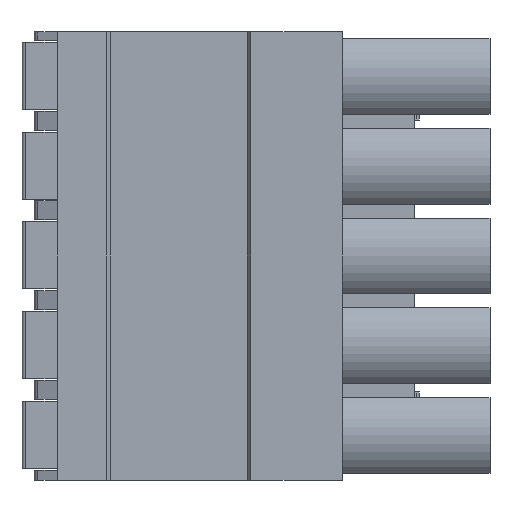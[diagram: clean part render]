
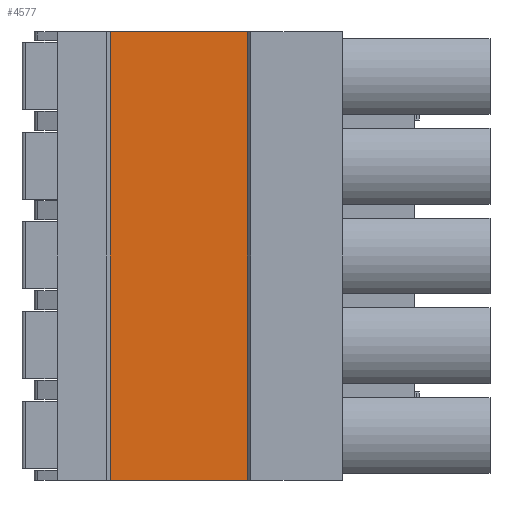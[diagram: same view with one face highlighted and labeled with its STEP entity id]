
A CAD part, left-side view. The second image highlights one B-rep face of the part: STEP entity #4577.
In plain terms, the highlighted planar face has unit normal (-1, 0, 0).
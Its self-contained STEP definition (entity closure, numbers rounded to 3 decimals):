
#59=DIRECTION('',(0.,-1.,0.));
#60=VECTOR('',#59,7.75);
#61=CARTESIAN_POINT('',(3.147,25.485,-22.86));
#62=LINE('',#61,#60);
#200=DIRECTION('',(0.,0.,1.));
#201=VECTOR('',#200,25.4);
#202=CARTESIAN_POINT('',(3.147,17.735,-22.86));
#203=LINE('',#202,#201);
#204=DIRECTION('',(0.,0.,1.));
#205=VECTOR('',#204,25.4);
#206=CARTESIAN_POINT('',(3.147,25.485,-22.86));
#207=LINE('',#206,#205);
#690=DIRECTION('',(0.,-1.,0.));
#691=VECTOR('',#690,7.75);
#692=CARTESIAN_POINT('',(3.147,25.485,2.54));
#693=LINE('',#692,#691);
#3395=CARTESIAN_POINT('',(3.147,25.485,-22.86));
#3396=VERTEX_POINT('',#3395);
#3397=CARTESIAN_POINT('',(3.147,17.735,-22.86));
#3398=VERTEX_POINT('',#3397);
#3431=CARTESIAN_POINT('',(3.147,25.485,2.54));
#3432=VERTEX_POINT('',#3431);
#3433=CARTESIAN_POINT('',(3.147,17.735,2.54));
#3434=VERTEX_POINT('',#3433);
#4564=CARTESIAN_POINT('',(3.147,25.485,-22.86));
#4565=DIRECTION('',(-1.,0.,0.));
#4566=DIRECTION('',(0.,-1.,0.));
#4567=AXIS2_PLACEMENT_3D('',#4564,#4565,#4566);
#4568=PLANE('',#4567);
#4569=ORIENTED_EDGE('',*,*,#4450,.F.);
#4571=ORIENTED_EDGE('',*,*,#4570,.T.);
#4573=ORIENTED_EDGE('',*,*,#4572,.T.);
#4574=ORIENTED_EDGE('',*,*,#4556,.F.);
#4575=EDGE_LOOP('',(#4569,#4571,#4573,#4574));
#4576=FACE_OUTER_BOUND('',#4575,.F.);
#4577=ADVANCED_FACE('',(#4576),#4568,.T.);
#4450=EDGE_CURVE('',#3396,#3398,#62,.T.);
#4556=EDGE_CURVE('',#3398,#3434,#203,.T.);
#4570=EDGE_CURVE('',#3396,#3432,#207,.T.);
#4572=EDGE_CURVE('',#3432,#3434,#693,.T.);
